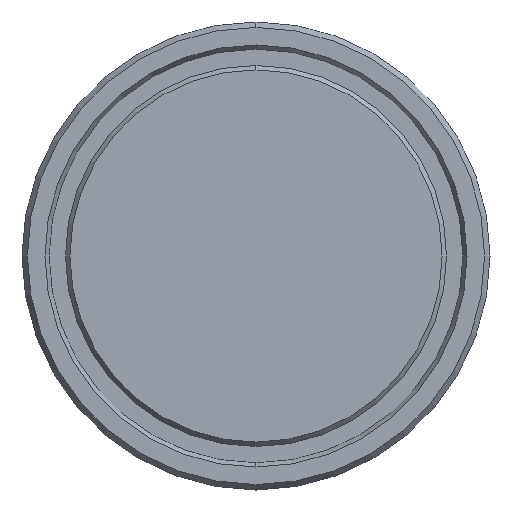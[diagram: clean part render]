
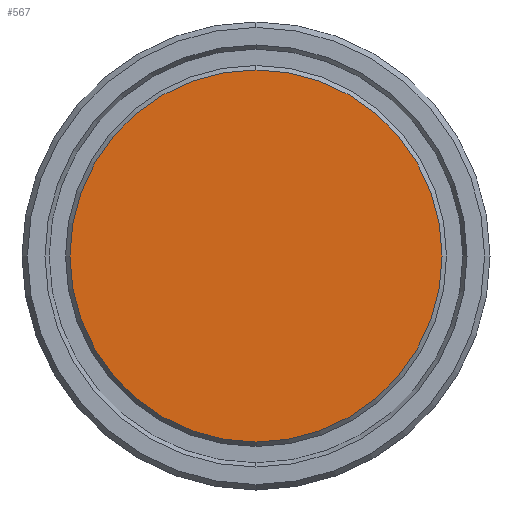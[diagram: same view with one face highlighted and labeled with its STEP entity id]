
A CAD part, left-side view. The second image highlights one B-rep face of the part: STEP entity #567.
In plain terms, the highlighted planar face has unit normal (-1, 0, 0).
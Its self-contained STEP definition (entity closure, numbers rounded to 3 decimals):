
#32 = PLANE ( 'NONE',  #592 ) ;
#107 = CIRCLE ( 'NONE', #650, 34.234 ) ;
#166 = DIRECTION ( 'NONE',  ( 0., 0., -1. ) ) ;
#173 = DIRECTION ( 'NONE',  ( -1., 0., 0. ) ) ;
#178 = FACE_OUTER_BOUND ( 'NONE', #369, .T. ) ;
#183 = ORIENTED_EDGE ( 'NONE', *, *, #565, .T. ) ;
#233 = CARTESIAN_POINT ( 'NONE',  ( -1.079, 0., 0. ) ) ;
#285 = DIRECTION ( 'NONE',  ( 0., 0., 1. ) ) ;
#369 = EDGE_LOOP ( 'NONE', ( #183, #569 ) ) ;
#371 = CARTESIAN_POINT ( 'NONE',  ( -1.079, 0., 0. ) ) ;
#394 = CARTESIAN_POINT ( 'NONE',  ( -1.079, 0., -34.234 ) ) ;
#417 = VERTEX_POINT ( 'NONE', #394 ) ;
#419 = CARTESIAN_POINT ( 'NONE',  ( -1.079, 0., 0. ) ) ;
#422 = AXIS2_PLACEMENT_3D ( 'NONE', #419, #482, #285 ) ;
#429 = CARTESIAN_POINT ( 'NONE',  ( -1.079, 0., 34.234 ) ) ;
#482 = DIRECTION ( 'NONE',  ( -1., 0., 0. ) ) ;
#557 = VERTEX_POINT ( 'NONE', #429 ) ;
#565 = EDGE_CURVE ( 'NONE', #417, #557, #627, .T. ) ;
#567 = ADVANCED_FACE ( 'NONE', ( #178 ), #32, .F. ) ;
#569 = ORIENTED_EDGE ( 'NONE', *, *, #584, .T. ) ;
#578 = DIRECTION ( 'NONE',  ( 0., 0., 1. ) ) ;
#584 = EDGE_CURVE ( 'NONE', #557, #417, #107, .T. ) ;
#592 = AXIS2_PLACEMENT_3D ( 'NONE', #371, #624, #166 ) ;
#624 = DIRECTION ( 'NONE',  ( 1., 0., 0. ) ) ;
#627 = CIRCLE ( 'NONE', #422, 34.234 ) ;
#650 = AXIS2_PLACEMENT_3D ( 'NONE', #233, #173, #578 ) ;
